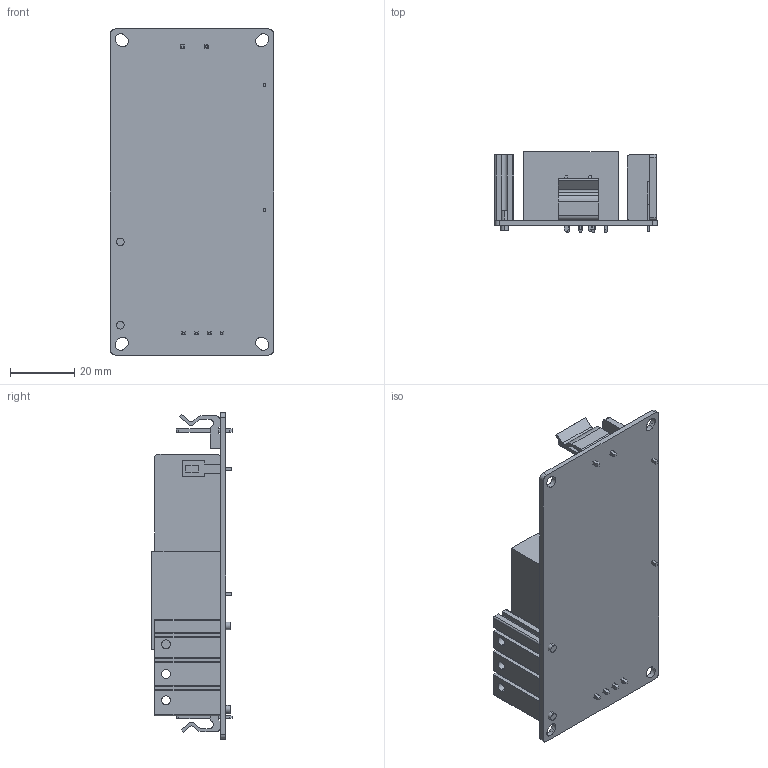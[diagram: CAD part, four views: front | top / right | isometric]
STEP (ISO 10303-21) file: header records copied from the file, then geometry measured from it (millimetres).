
FILE_DESCRIPTION((''),'2;1');
FILE_NAME('MPE-T063_5_6-T_ASM','2017-08-18T',('Abe'),(''),'PRO/ENGINEER BY PARAMETRIC TECHNOLOGY CORPORATION, 2011080','PRO/ENGINEER BY PARAMETRIC TECHNOLOGY CORPORATION, 2011080','');
FILE_SCHEMA(('CONFIG_CONTROL_DESIGN'));
Length unit declared in the file: millimetre
Products named in the file (9): 850-T063; 710-8089-02; 710-8673-04; 800-T063-P; HEAT_SINK_PIN; 800-T063-P_ASM; 800-T063-S; 360-T063_5_6; MPE-T063_5_6-T_ASM
Assembly tree (9 placements, depth 3):
  MPE-T063_5_6-T_ASM
    850-T063
    710-8089-02
    710-8673-04
    800-T063-P_ASM
      800-T063-P
      HEAT_SINK_PIN  x2
    800-T063-S
    360-T063_5_6
Bounding box: 50.8 x 25 x 101.6 mm (x, y, z)
Volume: 34158.2 mm3; surface area: 22514.9 mm2
Topology: 8 solids, 8 shells, 672 faces, 1878 edges, 1248 vertices
Faces by surface type: plane 575, cylinder 97
Entity records: 21225 total; most frequent: CARTESIAN_POINT 4121, ORIENTED_EDGE 3660, DIRECTION 3258, EDGE_CURVE 1830, VECTOR 1592, LINE 1592, VERTEX_POINT 1216, AXIS2_PLACEMENT_3D 833
